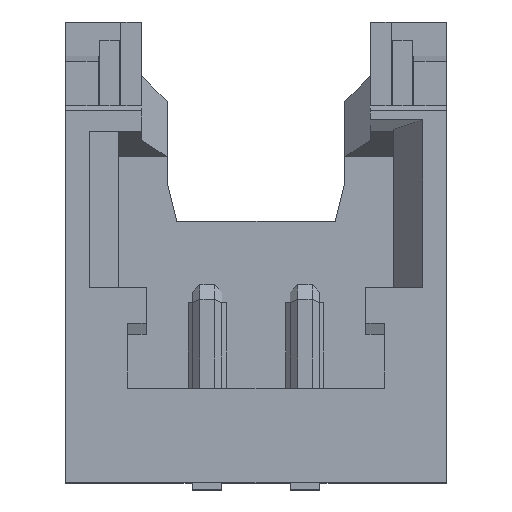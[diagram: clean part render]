
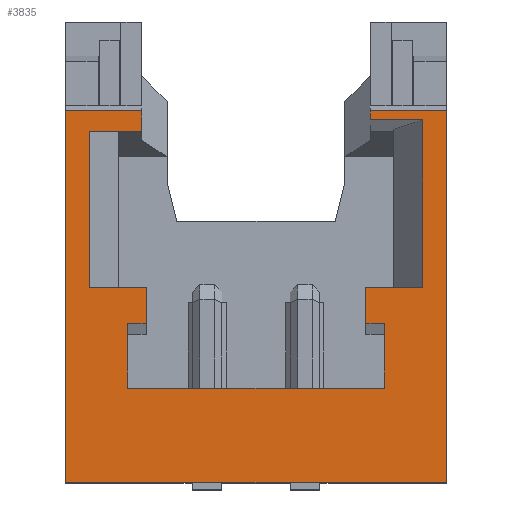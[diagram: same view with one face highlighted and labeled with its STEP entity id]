
A CAD part, top view. The second image highlights one B-rep face of the part: STEP entity #3835.
In plain terms, the highlighted planar face has unit normal (0, 0, 1).
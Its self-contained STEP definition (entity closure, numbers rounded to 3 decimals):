
#80=FACE_OUTER_BOUND('',#272,.T.);
#272=EDGE_LOOP('',(#2658,#2659,#2660,#2661,#2662,#2663,#2664,#2665,#2666,
#2667,#2668,#2669,#2670,#2671,#2672,#2673,#2674,#2675,#2676,#2677));
#526=LINE('',#5359,#1064);
#577=LINE('',#5463,#1115);
#584=LINE('',#5472,#1122);
#585=LINE('',#5474,#1123);
#586=LINE('',#5476,#1124);
#587=LINE('',#5478,#1125);
#588=LINE('',#5480,#1126);
#589=LINE('',#5482,#1127);
#590=LINE('',#5484,#1128);
#591=LINE('',#5486,#1129);
#592=LINE('',#5488,#1130);
#593=LINE('',#5489,#1131);
#594=LINE('',#5491,#1132);
#595=LINE('',#5493,#1133);
#596=LINE('',#5495,#1134);
#597=LINE('',#5497,#1135);
#598=LINE('',#5499,#1136);
#599=LINE('',#5501,#1137);
#600=LINE('',#5503,#1138);
#601=LINE('',#5504,#1139);
#1064=VECTOR('',#4377,3.81);
#1115=VECTOR('',#4444,2.63);
#1122=VECTOR('',#4453,3.9);
#1123=VECTOR('',#4454,3.81);
#1124=VECTOR('',#4455,0.78);
#1125=VECTOR('',#4456,0.09);
#1126=VECTOR('',#4457,0.535);
#1127=VECTOR('',#4458,1.72);
#1128=VECTOR('',#4459,0.58);
#1129=VECTOR('',#4460,0.365);
#1130=VECTOR('',#4461,0.19);
#1131=VECTOR('',#4462,0.665);
#1132=VECTOR('',#4463,0.665);
#1133=VECTOR('',#4464,0.19);
#1134=VECTOR('',#4465,0.365);
#1135=VECTOR('',#4466,0.58);
#1136=VECTOR('',#4467,1.6);
#1137=VECTOR('',#4468,0.535);
#1138=VECTOR('',#4469,0.21);
#1139=VECTOR('',#4470,0.78);
#1569=VERTEX_POINT('',#5356);
#1570=VERTEX_POINT('',#5358);
#1614=VERTEX_POINT('',#5461);
#1615=VERTEX_POINT('',#5462);
#1616=VERTEX_POINT('',#5471);
#1617=VERTEX_POINT('',#5473);
#1618=VERTEX_POINT('',#5475);
#1619=VERTEX_POINT('',#5477);
#1620=VERTEX_POINT('',#5479);
#1621=VERTEX_POINT('',#5481);
#1622=VERTEX_POINT('',#5483);
#1623=VERTEX_POINT('',#5485);
#1624=VERTEX_POINT('',#5487);
#1625=VERTEX_POINT('',#5490);
#1626=VERTEX_POINT('',#5492);
#1627=VERTEX_POINT('',#5494);
#1628=VERTEX_POINT('',#5496);
#1629=VERTEX_POINT('',#5498);
#1630=VERTEX_POINT('',#5500);
#1631=VERTEX_POINT('',#5502);
#1958=EDGE_CURVE('',#1570,#1569,#526,.T.);
#2009=EDGE_CURVE('',#1614,#1615,#577,.T.);
#2016=EDGE_CURVE('',#1569,#1616,#584,.T.);
#2017=EDGE_CURVE('',#1616,#1617,#585,.T.);
#2018=EDGE_CURVE('',#1618,#1617,#586,.T.);
#2019=EDGE_CURVE('',#1618,#1619,#587,.T.);
#2020=EDGE_CURVE('',#1620,#1619,#588,.T.);
#2021=EDGE_CURVE('',#1620,#1621,#589,.T.);
#2022=EDGE_CURVE('',#1621,#1622,#590,.T.);
#2023=EDGE_CURVE('',#1622,#1623,#591,.T.);
#2024=EDGE_CURVE('',#1623,#1624,#592,.T.);
#2025=EDGE_CURVE('',#1615,#1624,#593,.T.);
#2026=EDGE_CURVE('',#1614,#1625,#594,.T.);
#2027=EDGE_CURVE('',#1625,#1626,#595,.T.);
#2028=EDGE_CURVE('',#1626,#1627,#596,.T.);
#2029=EDGE_CURVE('',#1628,#1627,#597,.T.);
#2030=EDGE_CURVE('',#1629,#1628,#598,.T.);
#2031=EDGE_CURVE('',#1630,#1629,#599,.T.);
#2032=EDGE_CURVE('',#1631,#1630,#600,.T.);
#2033=EDGE_CURVE('',#1570,#1631,#601,.T.);
#2658=ORIENTED_EDGE('',*,*,#2016,.T.);
#2659=ORIENTED_EDGE('',*,*,#2017,.T.);
#2660=ORIENTED_EDGE('',*,*,#2018,.F.);
#2661=ORIENTED_EDGE('',*,*,#2019,.T.);
#2662=ORIENTED_EDGE('',*,*,#2020,.F.);
#2663=ORIENTED_EDGE('',*,*,#2021,.T.);
#2664=ORIENTED_EDGE('',*,*,#2022,.T.);
#2665=ORIENTED_EDGE('',*,*,#2023,.T.);
#2666=ORIENTED_EDGE('',*,*,#2024,.T.);
#2667=ORIENTED_EDGE('',*,*,#2025,.F.);
#2668=ORIENTED_EDGE('',*,*,#2009,.F.);
#2669=ORIENTED_EDGE('',*,*,#2026,.T.);
#2670=ORIENTED_EDGE('',*,*,#2027,.T.);
#2671=ORIENTED_EDGE('',*,*,#2028,.T.);
#2672=ORIENTED_EDGE('',*,*,#2029,.F.);
#2673=ORIENTED_EDGE('',*,*,#2030,.F.);
#2674=ORIENTED_EDGE('',*,*,#2031,.F.);
#2675=ORIENTED_EDGE('',*,*,#2032,.F.);
#2676=ORIENTED_EDGE('',*,*,#2033,.F.);
#2677=ORIENTED_EDGE('',*,*,#1958,.T.);
#3550=PLANE('',#4041);
#3835=ADVANCED_FACE('',(#80),#3550,.F.);
#4041=AXIS2_PLACEMENT_3D('',#5470,#4451,#4452);
#4377=DIRECTION('',(0.,-1.,0.));
#4444=DIRECTION('',(1.,0.,0.));
#4451=DIRECTION('center_axis',(0.,0.,-1.));
#4452=DIRECTION('ref_axis',(-1.,0.,0.));
#4453=DIRECTION('',(1.,0.,0.));
#4454=DIRECTION('',(0.,1.,0.));
#4455=DIRECTION('',(1.,0.,0.));
#4456=DIRECTION('',(0.,-1.,0.));
#4457=DIRECTION('',(-1.,0.,0.));
#4458=DIRECTION('',(0.,-1.,0.));
#4459=DIRECTION('',(-1.,0.,0.));
#4460=DIRECTION('',(0.,-1.,0.));
#4461=DIRECTION('',(1.,0.,0.));
#4462=DIRECTION('',(0.,1.,0.));
#4463=DIRECTION('',(0.,1.,0.));
#4464=DIRECTION('',(1.,0.,0.));
#4465=DIRECTION('',(0.,1.,0.));
#4466=DIRECTION('',(1.,0.,0.));
#4467=DIRECTION('',(0.,-1.,0.));
#4468=DIRECTION('',(-1.,0.,0.));
#4469=DIRECTION('',(0.,-1.,0.));
#4470=DIRECTION('',(1.,0.,0.));
#5356=CARTESIAN_POINT('',(-1.95,-2.325,0.6));
#5358=CARTESIAN_POINT('',(-1.95,1.485,0.6));
#5359=CARTESIAN_POINT('',(-1.95,1.485,0.6));
#5461=CARTESIAN_POINT('',(-1.315,-1.355,0.6));
#5462=CARTESIAN_POINT('',(1.315,-1.355,0.6));
#5463=CARTESIAN_POINT('',(-1.315,-1.355,0.6));
#5470=CARTESIAN_POINT('Origin',(0.,-2.325,0.6));
#5471=CARTESIAN_POINT('',(1.95,-2.325,0.6));
#5472=CARTESIAN_POINT('',(-1.95,-2.325,0.6));
#5473=CARTESIAN_POINT('',(1.95,1.485,0.6));
#5474=CARTESIAN_POINT('',(1.95,-2.325,0.6));
#5475=CARTESIAN_POINT('',(1.17,1.485,0.6));
#5476=CARTESIAN_POINT('',(1.17,1.485,0.6));
#5477=CARTESIAN_POINT('',(1.17,1.395,0.6));
#5478=CARTESIAN_POINT('',(1.17,1.485,0.6));
#5479=CARTESIAN_POINT('',(1.705,1.395,0.6));
#5480=CARTESIAN_POINT('',(1.705,1.395,0.6));
#5481=CARTESIAN_POINT('',(1.705,-0.325,0.6));
#5482=CARTESIAN_POINT('',(1.705,1.395,0.6));
#5483=CARTESIAN_POINT('',(1.125,-0.325,0.6));
#5484=CARTESIAN_POINT('',(1.705,-0.325,0.6));
#5485=CARTESIAN_POINT('',(1.125,-0.69,0.6));
#5486=CARTESIAN_POINT('',(1.125,-0.325,0.6));
#5487=CARTESIAN_POINT('',(1.315,-0.69,0.6));
#5488=CARTESIAN_POINT('',(1.125,-0.69,0.6));
#5489=CARTESIAN_POINT('',(1.315,-1.355,0.6));
#5490=CARTESIAN_POINT('',(-1.315,-0.69,0.6));
#5491=CARTESIAN_POINT('',(-1.315,-1.355,0.6));
#5492=CARTESIAN_POINT('',(-1.125,-0.69,0.6));
#5493=CARTESIAN_POINT('',(-1.315,-0.69,0.6));
#5494=CARTESIAN_POINT('',(-1.125,-0.325,0.6));
#5495=CARTESIAN_POINT('',(-1.125,-0.69,0.6));
#5496=CARTESIAN_POINT('',(-1.705,-0.325,0.6));
#5497=CARTESIAN_POINT('',(-1.705,-0.325,0.6));
#5498=CARTESIAN_POINT('',(-1.705,1.275,0.6));
#5499=CARTESIAN_POINT('',(-1.705,1.275,0.6));
#5500=CARTESIAN_POINT('',(-1.17,1.275,0.6));
#5501=CARTESIAN_POINT('',(-1.17,1.275,0.6));
#5502=CARTESIAN_POINT('',(-1.17,1.485,0.6));
#5503=CARTESIAN_POINT('',(-1.17,1.485,0.6));
#5504=CARTESIAN_POINT('',(-1.95,1.485,0.6));
